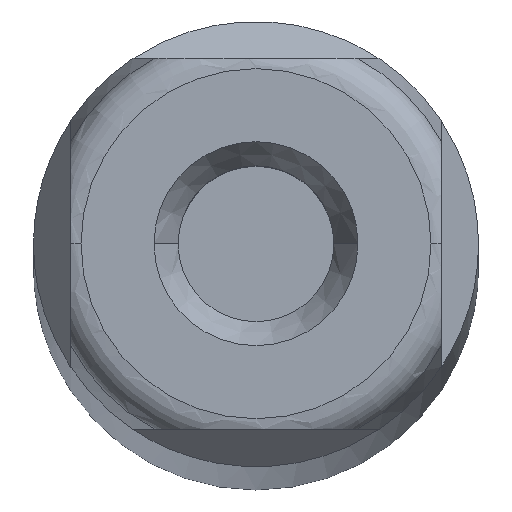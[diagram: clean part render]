
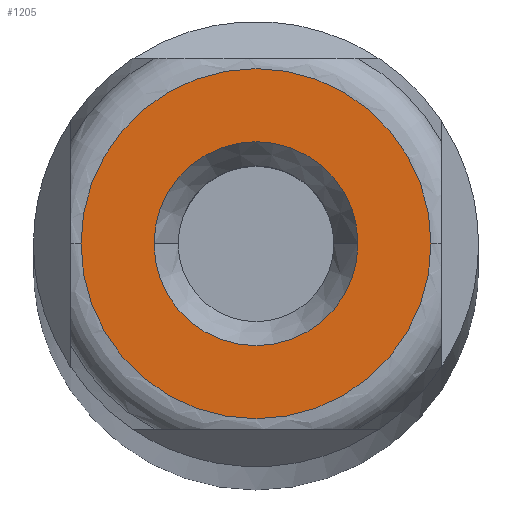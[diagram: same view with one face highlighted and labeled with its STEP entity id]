
A CAD part, top view. The second image highlights one B-rep face of the part: STEP entity #1205.
In plain terms, the highlighted planar face has unit normal (0, 0, 1).
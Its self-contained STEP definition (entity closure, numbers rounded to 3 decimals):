
#94 = CARTESIAN_POINT ( 'NONE',  ( 2.75, 0., 0. ) ) ;
#104 = CARTESIAN_POINT ( 'NONE',  ( -2.75, 0., 0. ) ) ;
#117 = DIRECTION ( 'NONE',  ( 1., 0., 0. ) ) ;
#118 = DIRECTION ( 'NONE',  ( 0., 0., 1. ) ) ;
#119 = CARTESIAN_POINT ( 'NONE',  ( 0., 0., 0. ) ) ;
#120 = AXIS2_PLACEMENT_3D ( 'NONE', #119, #118, #117 ) ;
#121 = CIRCLE ( 'NONE', #120, 2.75 ) ;
#212 = DIRECTION ( 'NONE',  ( 1., 0., 0. ) ) ;
#213 = DIRECTION ( 'NONE',  ( 0., 0., 1. ) ) ;
#214 = CARTESIAN_POINT ( 'NONE',  ( 0., 0., 0. ) ) ;
#215 = AXIS2_PLACEMENT_3D ( 'NONE', #214, #213, #212 ) ;
#216 = CIRCLE ( 'NONE', #215, 4.72 ) ;
#274 = CARTESIAN_POINT ( 'NONE',  ( 4.72, 0., 0. ) ) ;
#290 = CARTESIAN_POINT ( 'NONE',  ( -4.72, 0., 0. ) ) ;
#448 = FACE_BOUND ( 'NONE', #1206, .T. ) ;
#455 = CARTESIAN_POINT ( 'NONE',  ( 0., 0., 0. ) ) ;
#476 = DIRECTION ( 'NONE',  ( -1., 0., 0. ) ) ;
#477 = DIRECTION ( 'NONE',  ( 0., 0., -1. ) ) ;
#489 = PLANE ( 'NONE',  #507 ) ;
#507 = AXIS2_PLACEMENT_3D ( 'NONE', #511, #477, #476 ) ;
#508 = FACE_OUTER_BOUND ( 'NONE', #1320, .T. ) ;
#511 = CARTESIAN_POINT ( 'NONE',  ( 0., 0., 0. ) ) ;
#516 = DIRECTION ( 'NONE',  ( 1., 0., 0. ) ) ;
#517 = DIRECTION ( 'NONE',  ( 0., 0., 1. ) ) ;
#518 = AXIS2_PLACEMENT_3D ( 'NONE', #455, #517, #516 ) ;
#519 = CIRCLE ( 'NONE', #518, 2.75 ) ;
#554 = DIRECTION ( 'NONE',  ( 1., 0., 0. ) ) ;
#569 = DIRECTION ( 'NONE',  ( 0., 0., 1. ) ) ;
#570 = CARTESIAN_POINT ( 'NONE',  ( 0., 0., 0. ) ) ;
#571 = AXIS2_PLACEMENT_3D ( 'NONE', #570, #569, #554 ) ;
#572 = CIRCLE ( 'NONE', #571, 4.72 ) ;
#1095 = VERTEX_POINT ( 'NONE', #104 ) ;
#1102 = EDGE_CURVE ( 'NONE', #1095, #1106, #121, .T. ) ;
#1106 = VERTEX_POINT ( 'NONE', #94 ) ;
#1158 = VERTEX_POINT ( 'NONE', #290 ) ;
#1163 = EDGE_CURVE ( 'NONE', #1164, #1158, #216, .T. ) ;
#1164 = VERTEX_POINT ( 'NONE', #274 ) ;
#1205 = ADVANCED_FACE ( 'NONE', ( #448, #508 ), #489, .F. ) ;
#1206 = EDGE_LOOP ( 'NONE', ( #1216, #1218 ) ) ;
#1216 = ORIENTED_EDGE ( 'NONE', *, *, #1217, .F. ) ;
#1217 = EDGE_CURVE ( 'NONE', #1106, #1095, #519, .T. ) ;
#1218 = ORIENTED_EDGE ( 'NONE', *, *, #1102, .F. ) ;
#1294 = EDGE_CURVE ( 'NONE', #1158, #1164, #572, .T. ) ;
#1320 = EDGE_LOOP ( 'NONE', ( #1321, #1322 ) ) ;
#1321 = ORIENTED_EDGE ( 'NONE', *, *, #1163, .T. ) ;
#1322 = ORIENTED_EDGE ( 'NONE', *, *, #1294, .T. ) ;
